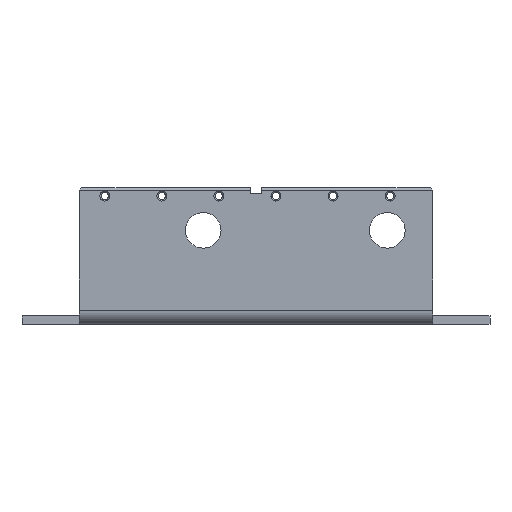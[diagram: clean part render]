
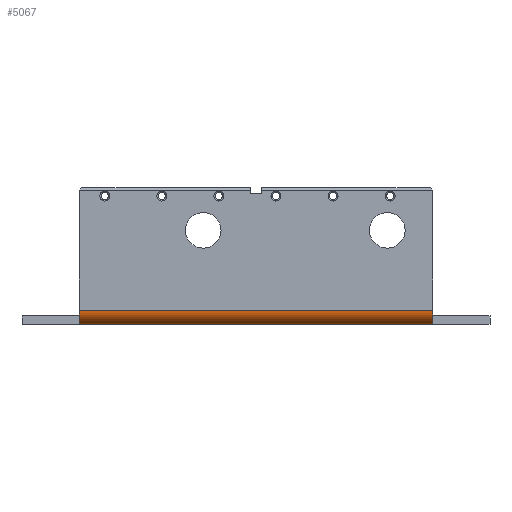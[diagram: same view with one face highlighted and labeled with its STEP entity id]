
A CAD part, left-side view. The second image highlights one B-rep face of the part: STEP entity #5067.
In plain terms, the highlighted cylindrical face has radius 5 mm (diameter 10 mm), a partial arc.
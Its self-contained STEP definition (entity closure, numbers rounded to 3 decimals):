
#218 = DIRECTION ( 'NONE',  ( 0., 1., 0. ) ) ;
#246 = CARTESIAN_POINT ( 'NONE',  ( -83., 62., 2. ) ) ;
#868 = AXIS2_PLACEMENT_3D ( 'NONE', #3359, #6723, #4576 ) ;
#1111 = VERTEX_POINT ( 'NONE', #2092 ) ;
#1117 = AXIS2_PLACEMENT_3D ( 'NONE', #6808, #4047, #1229 ) ;
#1121 = DIRECTION ( 'NONE',  ( 0., 1., 0. ) ) ;
#1187 = LINE ( 'NONE', #3847, #1890 ) ;
#1229 = DIRECTION ( 'NONE',  ( 0., 0., -1. ) ) ;
#1271 = VECTOR ( 'NONE', #218, 1000. ) ;
#1299 = EDGE_CURVE ( 'NONE', #1782, #3893, #4174, .T. ) ;
#1362 = LINE ( 'NONE', #6336, #1271 ) ;
#1534 = ORIENTED_EDGE ( 'NONE', *, *, #6749, .F. ) ;
#1782 = VERTEX_POINT ( 'NONE', #6084 ) ;
#1890 = VECTOR ( 'NONE', #2129, 1000. ) ;
#2092 = CARTESIAN_POINT ( 'NONE',  ( -78., 62., -3. ) ) ;
#2129 = DIRECTION ( 'NONE',  ( 0., 1., 0. ) ) ;
#2325 = EDGE_LOOP ( 'NONE', ( #6469, #4294, #4234, #1534 ) ) ;
#2801 = DIRECTION ( 'NONE',  ( 0., 0., -1. ) ) ;
#3359 = CARTESIAN_POINT ( 'NONE',  ( -78., -62., 2. ) ) ;
#3816 = EDGE_CURVE ( 'NONE', #3893, #1111, #1187, .T. ) ;
#3847 = CARTESIAN_POINT ( 'NONE',  ( -78., -62., -3. ) ) ;
#3857 = CYLINDRICAL_SURFACE ( 'NONE', #868, 5. ) ;
#3893 = VERTEX_POINT ( 'NONE', #5466 ) ;
#4028 = EDGE_CURVE ( 'NONE', #1782, #5269, #1362, .T. ) ;
#4047 = DIRECTION ( 'NONE',  ( 0., -1., 0. ) ) ;
#4174 = CIRCLE ( 'NONE', #1117, 5. ) ;
#4234 = ORIENTED_EDGE ( 'NONE', *, *, #4028, .T. ) ;
#4294 = ORIENTED_EDGE ( 'NONE', *, *, #1299, .F. ) ;
#4576 = DIRECTION ( 'NONE',  ( -1., 0., 0. ) ) ;
#5067 = ADVANCED_FACE ( 'NONE', ( #5329 ), #3857, .T. ) ;
#5269 = VERTEX_POINT ( 'NONE', #246 ) ;
#5329 = FACE_OUTER_BOUND ( 'NONE', #2325, .T. ) ;
#5414 = AXIS2_PLACEMENT_3D ( 'NONE', #6123, #1121, #2801 ) ;
#5466 = CARTESIAN_POINT ( 'NONE',  ( -78., -62., -3. ) ) ;
#5908 = CIRCLE ( 'NONE', #5414, 5. ) ;
#6084 = CARTESIAN_POINT ( 'NONE',  ( -83., -62., 2. ) ) ;
#6123 = CARTESIAN_POINT ( 'NONE',  ( -78., 62., 2. ) ) ;
#6336 = CARTESIAN_POINT ( 'NONE',  ( -83., 62., 2. ) ) ;
#6469 = ORIENTED_EDGE ( 'NONE', *, *, #3816, .F. ) ;
#6723 = DIRECTION ( 'NONE',  ( 0., -1., 0. ) ) ;
#6749 = EDGE_CURVE ( 'NONE', #1111, #5269, #5908, .T. ) ;
#6808 = CARTESIAN_POINT ( 'NONE',  ( -78., -62., 2. ) ) ;
